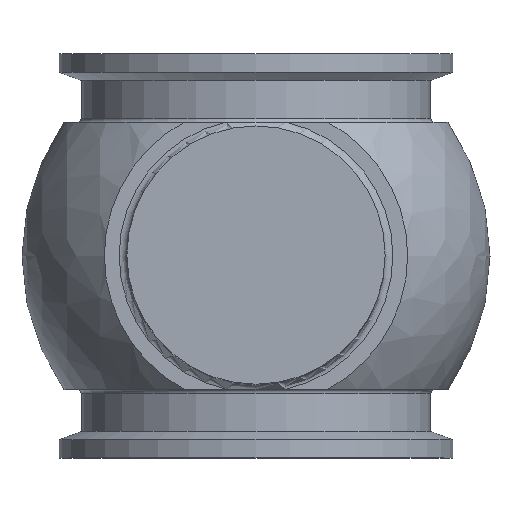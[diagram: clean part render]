
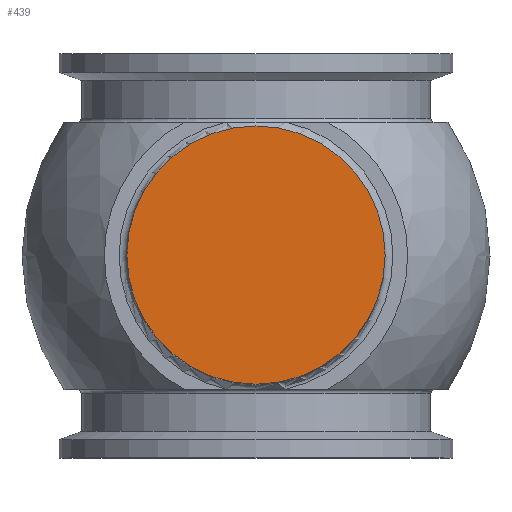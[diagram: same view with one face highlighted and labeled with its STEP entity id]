
A CAD part, top view. The second image highlights one B-rep face of the part: STEP entity #439.
In plain terms, the highlighted planar face has unit normal (0, 0, 1).
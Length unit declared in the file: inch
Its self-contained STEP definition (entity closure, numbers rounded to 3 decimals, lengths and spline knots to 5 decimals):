
#19=PLANE('',#519);
#51=FACE_OUTER_BOUND('',#75,.T.);
#75=EDGE_LOOP('',(#361));
#130=CIRCLE('',#483,1.);
#179=VERTEX_POINT('',#749);
#230=EDGE_CURVE('',#179,#179,#130,.T.);
#361=ORIENTED_EDGE('',*,*,#230,.F.);
#439=ADVANCED_FACE('',(#51),#19,.T.);
#483=AXIS2_PLACEMENT_3D('',#751,#571,#572);
#519=AXIS2_PLACEMENT_3D('',#838,#649,#650);
#571=DIRECTION('center_axis',(0.,0.,-1.));
#572=DIRECTION('ref_axis',(1.,0.,0.));
#649=DIRECTION('center_axis',(0.,0.,1.));
#650=DIRECTION('ref_axis',(1.,0.,0.));
#749=CARTESIAN_POINT('',(1.,0.,4.015));
#751=CARTESIAN_POINT('Origin',(0.,0.,4.015));
#838=CARTESIAN_POINT('Origin',(-3.39902,-6.13447,4.015));
